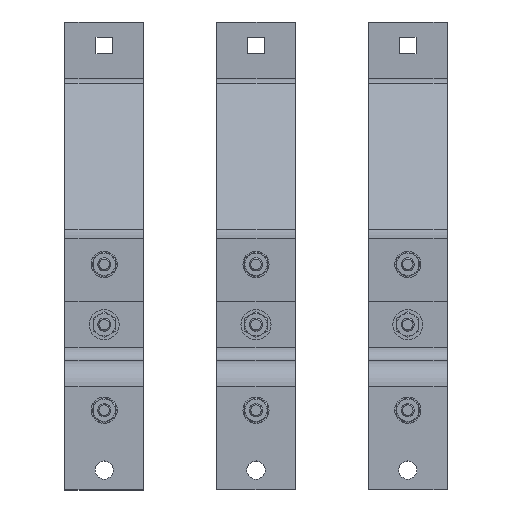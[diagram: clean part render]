
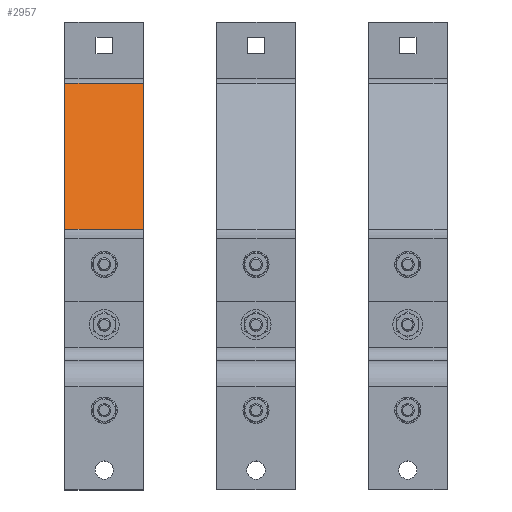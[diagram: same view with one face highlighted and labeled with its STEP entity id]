
A CAD part, top view. The second image highlights one B-rep face of the part: STEP entity #2957.
In plain terms, the highlighted planar face has unit normal (0, 0.342, 0.94).
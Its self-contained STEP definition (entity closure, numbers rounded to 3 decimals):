
#2957=ADVANCED_FACE('',(#5486),#5487,.F.);
#5486=FACE_OUTER_BOUND('',#8029,.T.);
#5487=PLANE('',#8030);
#8029=EDGE_LOOP('',(#13403,#13404,#13405,#13406));
#8030=AXIS2_PLACEMENT_3D('',#13407,#13408,#13409);
#13403=ORIENTED_EDGE('',*,*,#17166,.T.);
#13404=ORIENTED_EDGE('',*,*,#17237,.F.);
#13405=ORIENTED_EDGE('',*,*,#17175,.F.);
#13406=ORIENTED_EDGE('',*,*,#17235,.T.);
#13407=CARTESIAN_POINT('',(60.,312.5,34.5));
#13408=DIRECTION('',(0.,-0.342,-0.94));
#13409=DIRECTION('',(-1.0,0.,0.));
#17166=EDGE_CURVE('',#20436,#20445,#20446,.T.);
#17175=EDGE_CURVE('',#20424,#20451,#20460,.T.);
#17235=EDGE_CURVE('',#20424,#20436,#20552,.T.);
#17237=EDGE_CURVE('',#20451,#20445,#20554,.T.);
#20424=VERTEX_POINT('',#25852);
#20436=VERTEX_POINT('',#25868);
#20445=VERTEX_POINT('',#25879);
#20446=LINE('',#25880,#25881);
#20451=VERTEX_POINT('',#25888);
#20460=LINE('',#25899,#25900);
#20552=LINE('',#26037,#26038);
#20554=LINE('',#26040,#26041);
#25852=CARTESIAN_POINT('',(60.,310.843,35.103));
#25868=CARTESIAN_POINT('',(0.,310.843,35.103));
#25879=CARTESIAN_POINT('',(0.,199.046,75.794));
#25880=CARTESIAN_POINT('',(0.,312.5,34.5));
#25881=VECTOR('',#29441,1000.0);
#25888=CARTESIAN_POINT('',(60.,199.046,75.794));
#25899=CARTESIAN_POINT('',(60.,312.5,34.5));
#25900=VECTOR('',#29452,1000.0);
#26037=CARTESIAN_POINT('',(60.,310.843,35.103));
#26038=VECTOR('',#29504,1000.0);
#26040=CARTESIAN_POINT('',(60.,199.046,75.794));
#26041=VECTOR('',#29505,1000.0);
#29441=DIRECTION('',(0.,-0.94,0.342));
#29452=DIRECTION('',(0.,-0.94,0.342));
#29504=DIRECTION('',(-1.0,0.,0.));
#29505=DIRECTION('',(-1.0,0.,0.));
